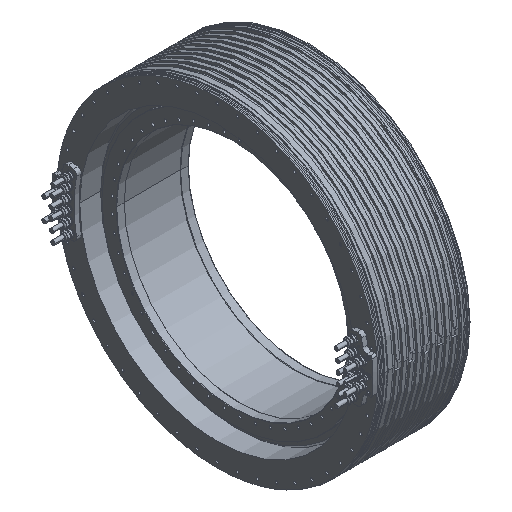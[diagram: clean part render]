
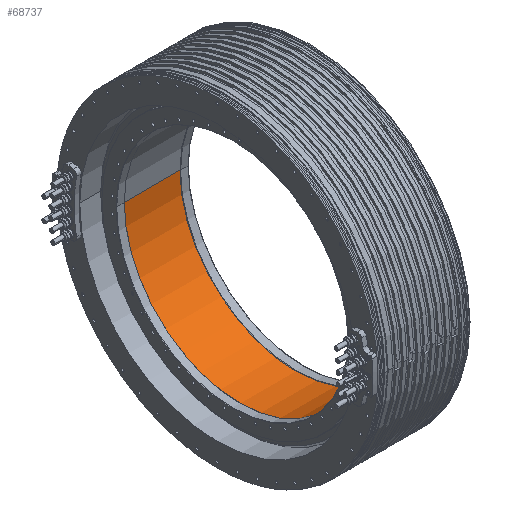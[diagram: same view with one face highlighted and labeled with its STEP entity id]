
A CAD part, isometric view. The second image highlights one B-rep face of the part: STEP entity #68737.
In plain terms, the highlighted cylindrical face has radius 290.75 mm (diameter 581.5 mm), a partial arc.
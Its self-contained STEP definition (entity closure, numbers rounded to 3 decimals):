
#62925=CARTESIAN_POINT('',(132.25,0.,0.));
#62926=DIRECTION('',(1.,0.,0.));
#62927=DIRECTION('',(0.,-1.,0.));
#62928=AXIS2_PLACEMENT_3D('',#62925,#62926,#62927);
#62944=DIRECTION('',(-1.,0.,0.));
#62945=VECTOR('',#62944,139.5);
#62946=CARTESIAN_POINT('',(132.25,290.75,0.));
#62947=LINE('',#62946,#62945);
#62948=DIRECTION('',(1.,0.,0.));
#62949=VECTOR('',#62948,139.5);
#62950=CARTESIAN_POINT('',(-7.25,-290.75,0.));
#62951=LINE('',#62950,#62949);
#62961=CARTESIAN_POINT('',(-7.25,0.,0.));
#62962=DIRECTION('',(-1.,0.,0.));
#62963=DIRECTION('',(0.,1.,0.));
#62964=AXIS2_PLACEMENT_3D('',#62961,#62962,#62963);
#65038=CARTESIAN_POINT('',(132.25,-290.75,0.));
#65039=VERTEX_POINT('',#65038);
#65040=CARTESIAN_POINT('',(132.25,290.75,0.));
#65041=VERTEX_POINT('',#65040);
#65042=CARTESIAN_POINT('',(-7.25,290.75,0.));
#65043=VERTEX_POINT('',#65042);
#65044=CARTESIAN_POINT('',(-7.25,-290.75,0.));
#65045=VERTEX_POINT('',#65044);
#68725=CARTESIAN_POINT('',(-10.04,0.,0.));
#68726=DIRECTION('',(1.,0.,0.));
#68727=DIRECTION('',(0.,-1.,0.));
#68728=AXIS2_PLACEMENT_3D('',#68725,#68726,#68727);
#68729=CYLINDRICAL_SURFACE('',#68728,290.75);
#68730=ORIENTED_EDGE('',*,*,#68715,.F.);
#68731=ORIENTED_EDGE('',*,*,#68690,.F.);
#68732=ORIENTED_EDGE('',*,*,#68719,.F.);
#68734=ORIENTED_EDGE('',*,*,#68733,.F.);
#68735=EDGE_LOOP('',(#68730,#68731,#68732,#68734));
#68736=FACE_OUTER_BOUND('',#68735,.F.);
#62929=CIRCLE('',#62928,290.75);
#62965=CIRCLE('',#62964,290.75);
#68690=EDGE_CURVE('',#65039,#65041,#62929,.T.);
#68715=EDGE_CURVE('',#65041,#65043,#62947,.T.);
#68719=EDGE_CURVE('',#65045,#65039,#62951,.T.);
#68733=EDGE_CURVE('',#65043,#65045,#62965,.T.);
#68737=ADVANCED_FACE('',(#68736),#68729,.F.);
